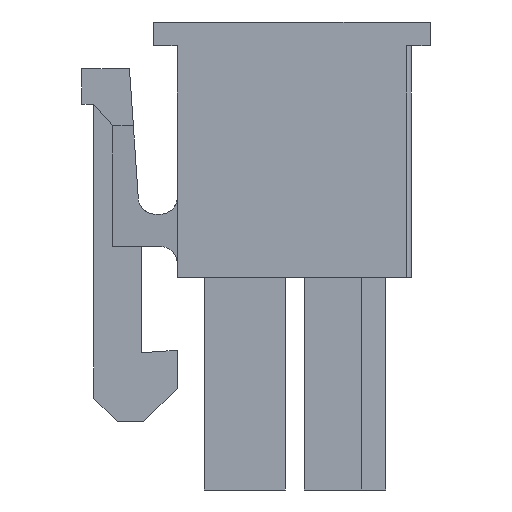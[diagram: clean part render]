
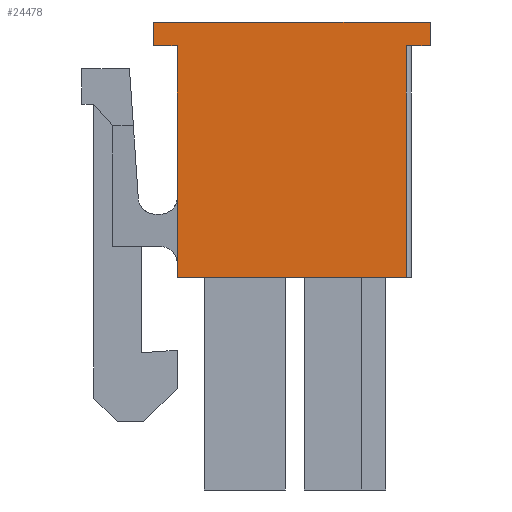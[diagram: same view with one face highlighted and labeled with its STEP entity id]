
A CAD part, left-side view. The second image highlights one B-rep face of the part: STEP entity #24478.
In plain terms, the highlighted planar face has unit normal (-1, 0, 0).
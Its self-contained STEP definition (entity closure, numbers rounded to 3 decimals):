
#2011=ORIENTED_EDGE('',*,*,#7166,.T.);
#2012=ORIENTED_EDGE('',*,*,#8949,.F.);
#2013=ORIENTED_EDGE('',*,*,#8950,.F.);
#2014=ORIENTED_EDGE('',*,*,#7316,.T.);
#2015=ORIENTED_EDGE('',*,*,#8951,.F.);
#2016=ORIENTED_EDGE('',*,*,#8952,.T.);
#2017=ORIENTED_EDGE('',*,*,#7206,.T.);
#2018=ORIENTED_EDGE('',*,*,#8937,.T.);
#7166=EDGE_CURVE('',#10716,#10718,#12938,.T.);
#7206=EDGE_CURVE('',#10752,#10758,#12978,.T.);
#7316=EDGE_CURVE('',#10860,#10861,#13088,.T.);
#8937=EDGE_CURVE('',#10758,#10716,#14699,.T.);
#8949=EDGE_CURVE('',#12292,#10718,#14705,.T.);
#8950=EDGE_CURVE('',#10860,#12292,#14706,.T.);
#8951=EDGE_CURVE('',#12293,#10861,#14707,.T.);
#8952=EDGE_CURVE('',#12293,#10752,#14708,.T.);
#10716=VERTEX_POINT('',#33232);
#10718=VERTEX_POINT('',#33236);
#10752=VERTEX_POINT('',#33311);
#10758=VERTEX_POINT('',#33323);
#10860=VERTEX_POINT('',#33549);
#10861=VERTEX_POINT('',#33550);
#12292=VERTEX_POINT('',#36888);
#12293=VERTEX_POINT('',#36891);
#12938=LINE('',#33237,#16466);
#12978=LINE('',#33324,#16506);
#13088=LINE('',#33548,#16616);
#14699=LINE('',#36871,#18227);
#14705=LINE('',#36887,#18233);
#14706=LINE('',#36889,#18234);
#14707=LINE('',#36890,#18235);
#14708=LINE('',#36892,#18236);
#16466=VECTOR('',#26943,1000.);
#16506=VECTOR('',#26997,1000.);
#16616=VECTOR('',#27133,1000.);
#18227=VECTOR('',#29308,1000.);
#18233=VECTOR('',#29330,1000.);
#18234=VECTOR('',#29331,1000.);
#18235=VECTOR('',#29332,1000.);
#18236=VECTOR('',#29333,1000.);
#20353=EDGE_LOOP('',(#2011,#2012,#2013,#2014,#2015,#2016,#2017,#2018));
#21777=FACE_BOUND('',#20353,.T.);
#23129=PLANE('',#25865);
#24478=ADVANCED_FACE('',(#21777),#23129,.T.);
#25865=AXIS2_PLACEMENT_3D('',#36886,#29328,#29329);
#26943=DIRECTION('',(0.,0.,1.));
#26997=DIRECTION('',(0.,0.,-1.));
#27133=DIRECTION('',(0.,1.,0.));
#29308=DIRECTION('',(0.,-1.,0.));
#29328=DIRECTION('',(-1.,0.,0.));
#29329=DIRECTION('',(0.,0.,1.));
#29330=DIRECTION('',(0.,1.,0.));
#29331=DIRECTION('',(0.,0.,-1.));
#29332=DIRECTION('',(0.,0.,1.));
#29333=DIRECTION('',(0.,-1.,0.));
#33232=CARTESIAN_POINT('',(-23.7,-4.8,-5.35));
#33236=CARTESIAN_POINT('',(-23.7,-4.8,4.35));
#33237=CARTESIAN_POINT('',(-23.7,-4.8,-5.35));
#33311=CARTESIAN_POINT('',(-23.7,4.8,4.35));
#33323=CARTESIAN_POINT('',(-23.7,4.8,-5.35));
#33324=CARTESIAN_POINT('',(-23.7,4.8,5.35));
#33548=CARTESIAN_POINT('',(-23.7,-4.8,5.35));
#33549=CARTESIAN_POINT('',(-23.7,-5.8,5.35));
#33550=CARTESIAN_POINT('',(-23.7,5.8,5.35));
#36871=CARTESIAN_POINT('',(-23.7,4.8,-5.35));
#36886=CARTESIAN_POINT('',(-23.7,0.,0.));
#36887=CARTESIAN_POINT('',(-23.7,-5.8,4.35));
#36888=CARTESIAN_POINT('',(-23.7,-5.8,4.35));
#36889=CARTESIAN_POINT('',(-23.7,-5.8,5.35));
#36890=CARTESIAN_POINT('',(-23.7,5.8,4.35));
#36891=CARTESIAN_POINT('',(-23.7,5.8,4.35));
#36892=CARTESIAN_POINT('',(-23.7,5.8,4.35));
